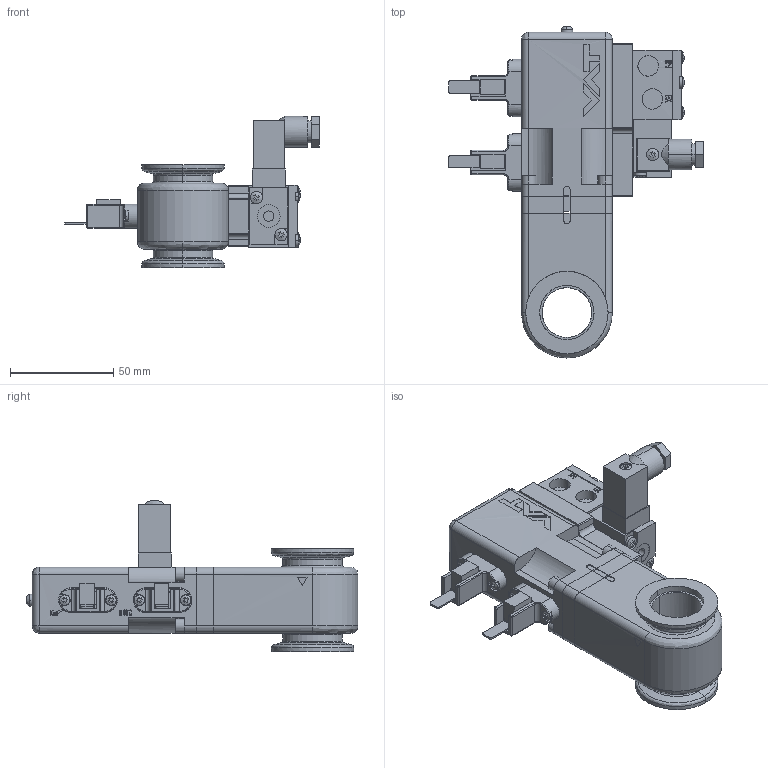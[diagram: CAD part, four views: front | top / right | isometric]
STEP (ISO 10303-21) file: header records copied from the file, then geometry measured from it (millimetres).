
FILE_DESCRIPTION (( 'STEP AP214' ), '1' );
FILE_NAME ('PFD48500.step', '2017-07-10T11:05:02', ( 'install' ), ( '' ), 'SwSTEP 2.0', 'SolidWorks 2015', '' );
FILE_SCHEMA (( 'AUTOMOTIVE_DESIGN' ));
Length unit declared in the file: millimetre
Products named in the file (1): PFD48500
Bounding box: 123.6 x 160.9 x 73.3 mm (x, y, z)
Surface area: 56732.8 mm2 (no closed solid volume)
Topology: 0 solids, 35 shells, 638 faces, 2083 edges, 1487 vertices
Faces by surface type: plane 410, cylinder 144, bspline 55, torus 16, cone 13
Entity records: 35101 total; most frequent: CARTESIAN_POINT 14679, ORIENTED_EDGE 3400, DIRECTION 2929, EDGE_CURVE 2060, VERTEX_POINT 1481, VECTOR 1229, LINE 1229, AXIS2_PLACEMENT_3D 850
